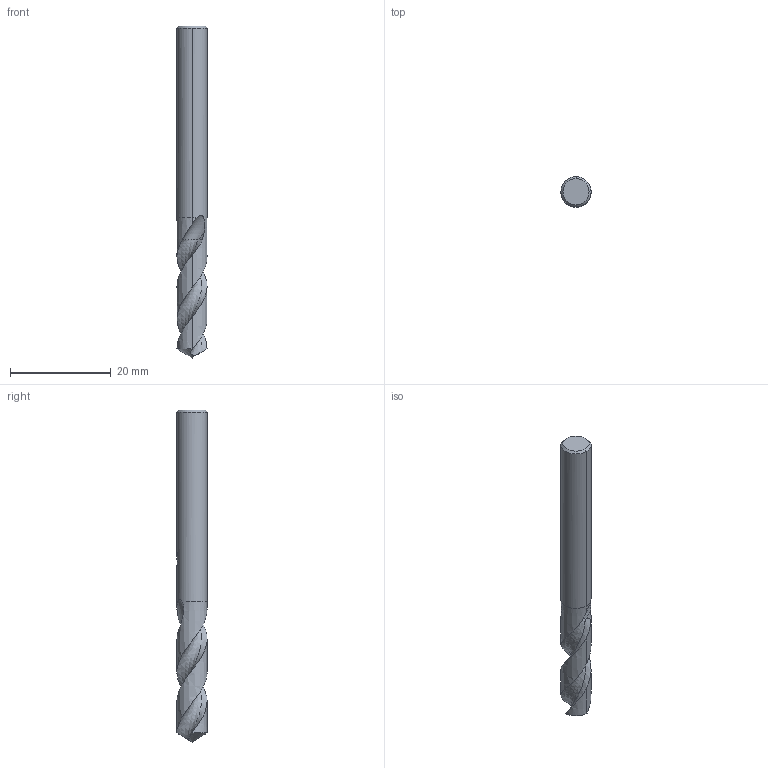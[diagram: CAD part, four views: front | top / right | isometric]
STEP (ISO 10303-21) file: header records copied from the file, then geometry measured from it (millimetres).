
FILE_DESCRIPTION(('no description'),'unknown implementation level');
FILE_NAME('solid0tdRI2DVW6MGNRh57I6tvklP2m0_1.STP',' ',('CIMSOURCE GmbH'),('CADClick - KiM GmbH - www.kimweb.de'),'unknown preprocess','ACIS','unknown authorization');
FILE_SCHEMA(('automotive_design'));
Length unit declared in the file: millimetre
Products named in the file (1): 1
Bounding box: 6 x 6 x 66 mm (x, y, z)
Volume: 1538.3 mm3; surface area: 1318.9 mm2
Topology: 1 solids, 1 shells, 40 faces, 113 edges, 73 vertices
Faces by surface type: cone 14, cylinder 10, plane 8, bspline 4, revolution 4
Entity records: 5472 total; most frequent: CARTESIAN_POINT 3254, STYLED_ITEM 225, PRESENTATION_STYLE_ASSIGNMENT 225, COLOUR_RGB 225, ORIENTED_EDGE 222, DIRECTION 167, EDGE_CURVE 111, CURVE_STYLE 111
